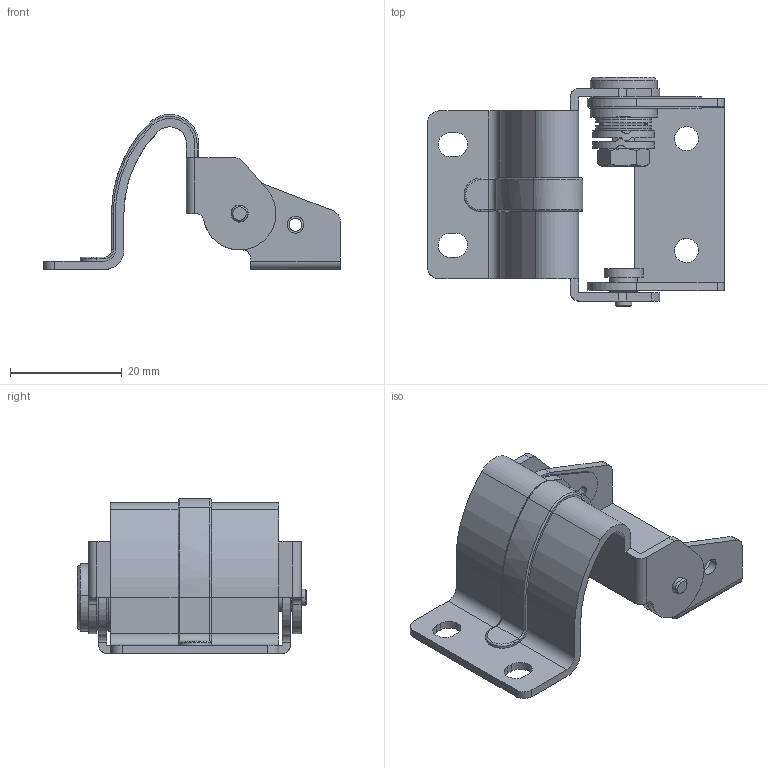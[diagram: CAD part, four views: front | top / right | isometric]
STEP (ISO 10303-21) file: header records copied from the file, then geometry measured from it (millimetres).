
FILE_DESCRIPTION((''),'2;1');
FILE_NAME('','2011-05-27T15:12:43',(''),(''),'','CADfix','');
FILE_SCHEMA(('AUTOMOTIVE_DESIGN { 1 0 10303 214 1 1 1 1 }'));
Length unit declared in the file: millimetre
Bounding box: 53 x 41 x 27.7 mm (x, y, z)
Volume: 6042.4 mm3; surface area: 9374.5 mm2
Topology: 4 solids, 4 shells, 252 faces, 758 edges, 522 vertices
Faces by surface type: bspline 252
Entity records: 10131 total; most frequent: CARTESIAN_POINT 5911, ORIENTED_EDGE 1516, EDGE_CURVE 758, VERTEX_POINT 522, QUASI_UNIFORM_CURVE 330, EDGE_LOOP 288, FACE_OUTER_BOUND 252, ADVANCED_FACE 252
